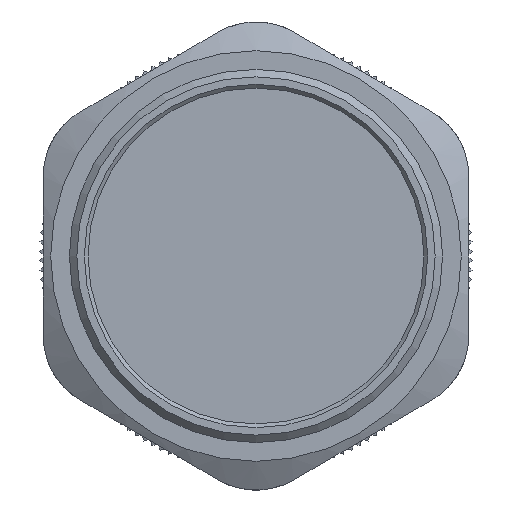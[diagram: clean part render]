
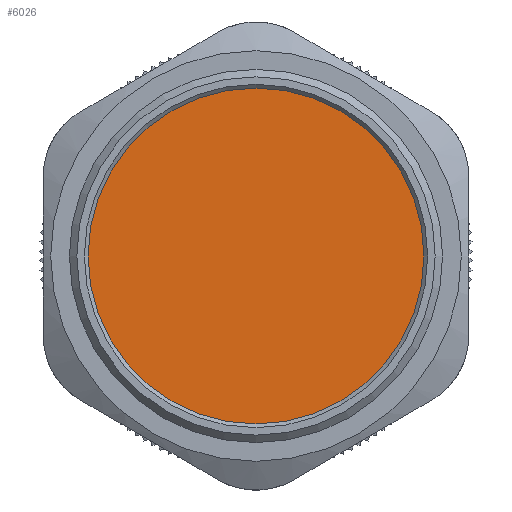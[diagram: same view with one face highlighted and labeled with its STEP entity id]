
A CAD part, front view. The second image highlights one B-rep face of the part: STEP entity #6026.
In plain terms, the highlighted planar face has unit normal (0, -1, 0).
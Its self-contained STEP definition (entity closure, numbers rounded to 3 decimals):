
#1593=FACE_OUTER_BOUND('',#1916,.T.);
#1916=EDGE_LOOP('',(#3840));
#2245=CIRCLE('',#6373,22.5);
#2271=VERTEX_POINT('',#7737);
#2898=EDGE_CURVE('',#2271,#2271,#2245,.T.);
#3840=ORIENTED_EDGE('',*,*,#2898,.F.);
#5724=PLANE('',#6372);
#6026=ADVANCED_FACE('',(#1593),#5724,.F.);
#6372=AXIS2_PLACEMENT_3D('',#7736,#6723,#6724);
#6373=AXIS2_PLACEMENT_3D('',#7738,#6725,#6726);
#6723=DIRECTION('center_axis',(0.,1.,0.));
#6724=DIRECTION('ref_axis',(0.,0.,1.));
#6725=DIRECTION('center_axis',(0.,1.,0.));
#6726=DIRECTION('ref_axis',(1.,0.,0.));
#7736=CARTESIAN_POINT('Origin',(-15.743,-39.436,-0.388));
#7737=CARTESIAN_POINT('',(-38.243,-39.436,-0.388));
#7738=CARTESIAN_POINT('Origin',(-15.743,-39.436,-0.388));
